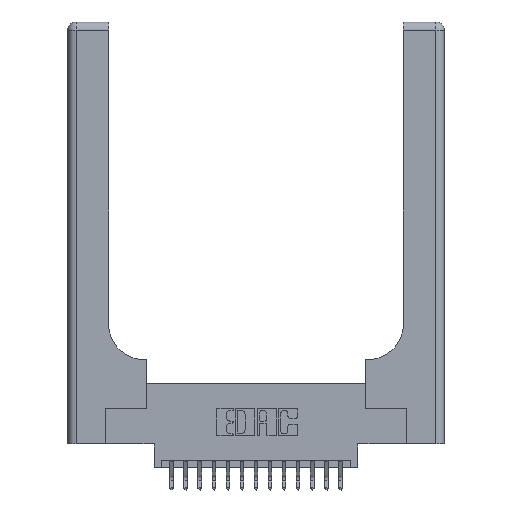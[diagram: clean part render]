
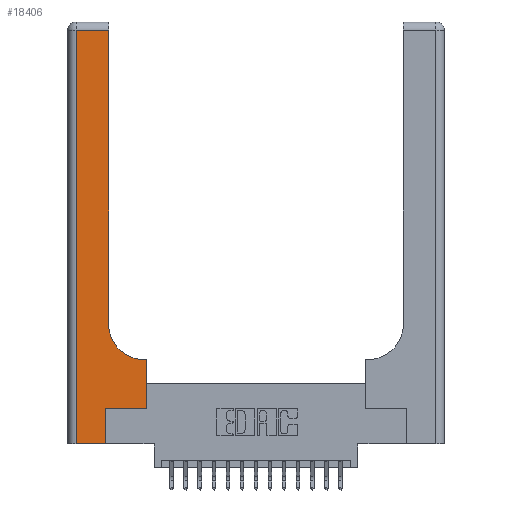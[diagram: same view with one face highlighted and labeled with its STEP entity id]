
A CAD part, top view. The second image highlights one B-rep face of the part: STEP entity #18406.
In plain terms, the highlighted planar face has unit normal (0, 0, 1).
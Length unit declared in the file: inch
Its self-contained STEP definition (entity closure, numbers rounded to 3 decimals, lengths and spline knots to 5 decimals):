
#463 = CARTESIAN_POINT ( 'NONE',  ( 0.269, 0., 0.37 ) ) ;
#536 = VECTOR ( 'NONE', #8949, 39.37008 ) ;
#773 = CARTESIAN_POINT ( 'NONE',  ( 0.269, 0.25, 0.37 ) ) ;
#1122 = AXIS2_PLACEMENT_3D ( 'NONE', #8465, #2311, #16019 ) ;
#1335 = ORIENTED_EDGE ( 'NONE', *, *, #3865, .T. ) ;
#1362 = LINE ( 'NONE', #7927, #16343 ) ;
#2303 = CARTESIAN_POINT ( 'NONE',  ( 0.2915, 0.85, 0.37 ) ) ;
#2311 = DIRECTION ( 'NONE',  ( 0., 0., -1. ) ) ;
#2665 = EDGE_CURVE ( 'NONE', #13666, #15365, #17164, .T. ) ;
#2749 = VERTEX_POINT ( 'NONE', #2303 ) ;
#2894 = VERTEX_POINT ( 'NONE', #6523 ) ;
#3151 = ORIENTED_EDGE ( 'NONE', *, *, #18561, .T. ) ;
#3372 = DIRECTION ( 'NONE',  ( -1., 0., 0. ) ) ;
#3569 = CARTESIAN_POINT ( 'NONE',  ( 0.5585, 0.25, 0.37 ) ) ;
#3865 = EDGE_CURVE ( 'NONE', #10167, #4790, #9538, .T. ) ;
#4042 = DIRECTION ( 'NONE',  ( 0., 1., 0. ) ) ;
#4187 = VECTOR ( 'NONE', #3372, 39.37008 ) ;
#4695 = CARTESIAN_POINT ( 'NONE',  ( 0., 2.94, 0.37 ) ) ;
#4790 = VERTEX_POINT ( 'NONE', #11464 ) ;
#5000 = VECTOR ( 'NONE', #11114, 39.37008 ) ;
#5571 = VECTOR ( 'NONE', #4042, 39.37008 ) ;
#5648 = VECTOR ( 'NONE', #6956, 39.37008 ) ;
#5756 = ORIENTED_EDGE ( 'NONE', *, *, #18918, .T. ) ;
#5757 = ORIENTED_EDGE ( 'NONE', *, *, #11442, .T. ) ;
#5796 = VERTEX_POINT ( 'NONE', #9791 ) ;
#5986 = CIRCLE ( 'NONE', #1122, 0.25 ) ;
#6251 = LINE ( 'NONE', #9142, #536 ) ;
#6367 = LINE ( 'NONE', #19088, #7092 ) ;
#6523 = CARTESIAN_POINT ( 'NONE',  ( 0.2915, 2.94, 0.37 ) ) ;
#6767 = CARTESIAN_POINT ( 'NONE',  ( 0.2915, 0.6, 0.37 ) ) ;
#6899 = DIRECTION ( 'NONE',  ( -1., 0., 0. ) ) ;
#6956 = DIRECTION ( 'NONE',  ( 1., 0., 0. ) ) ;
#7092 = VECTOR ( 'NONE', #14396, 39.37008 ) ;
#7925 = CARTESIAN_POINT ( 'NONE',  ( 0.5585, 0.6, 0.37 ) ) ;
#7927 = CARTESIAN_POINT ( 'NONE',  ( 0.2915, 3., 0.37 ) ) ;
#8101 = VECTOR ( 'NONE', #6899, 39.37008 ) ;
#8437 = CARTESIAN_POINT ( 'NONE',  ( 0.06, 0., 0.37 ) ) ;
#8465 = CARTESIAN_POINT ( 'NONE',  ( 0.5415, 0.85, 0.37 ) ) ;
#8949 = DIRECTION ( 'NONE',  ( 1., 0., 0. ) ) ;
#9086 = EDGE_CURVE ( 'NONE', #15365, #13087, #17527, .T. ) ;
#9142 = CARTESIAN_POINT ( 'NONE',  ( 0., 0., 0.37 ) ) ;
#9343 = AXIS2_PLACEMENT_3D ( 'NONE', #18686, #17304, #9612 ) ;
#9538 = LINE ( 'NONE', #6767, #8101 ) ;
#9612 = DIRECTION ( 'NONE',  ( -1., 0., 0. ) ) ;
#9644 = EDGE_LOOP ( 'NONE', ( #10420, #5756, #3151, #17324, #18347, #18823, #5757, #1335, #15322 ) ) ;
#9791 = CARTESIAN_POINT ( 'NONE',  ( 0.06, 2.94, 0.37 ) ) ;
#10167 = VERTEX_POINT ( 'NONE', #7925 ) ;
#10420 = ORIENTED_EDGE ( 'NONE', *, *, #18943, .T. ) ;
#11114 = DIRECTION ( 'NONE',  ( 0., 1., 0. ) ) ;
#11442 = EDGE_CURVE ( 'NONE', #13087, #10167, #12249, .T. ) ;
#11464 = CARTESIAN_POINT ( 'NONE',  ( 0.5415, 0.6, 0.37 ) ) ;
#12249 = LINE ( 'NONE', #19203, #5571 ) ;
#12730 = EDGE_CURVE ( 'NONE', #17817, #13666, #6251, .T. ) ;
#12777 = CARTESIAN_POINT ( 'NONE',  ( 0.269, 0., 0.37 ) ) ;
#13087 = VERTEX_POINT ( 'NONE', #3569 ) ;
#13236 = EDGE_CURVE ( 'NONE', #4790, #2749, #5986, .T. ) ;
#13666 = VERTEX_POINT ( 'NONE', #12777 ) ;
#14034 = CARTESIAN_POINT ( 'NONE',  ( 0.269, 0.25, 0.37 ) ) ;
#14247 = PLANE ( 'NONE',  #9343 ) ;
#14396 = DIRECTION ( 'NONE',  ( 0., -1., 0. ) ) ;
#14691 = LINE ( 'NONE', #4695, #4187 ) ;
#15189 = FACE_OUTER_BOUND ( 'NONE', #9644, .T. ) ;
#15322 = ORIENTED_EDGE ( 'NONE', *, *, #13236, .T. ) ;
#15365 = VERTEX_POINT ( 'NONE', #14034 ) ;
#15497 = DIRECTION ( 'NONE',  ( 0., 1., 0. ) ) ;
#16019 = DIRECTION ( 'NONE',  ( 1., 0., 0. ) ) ;
#16343 = VECTOR ( 'NONE', #15497, 39.37008 ) ;
#17164 = LINE ( 'NONE', #463, #5000 ) ;
#17304 = DIRECTION ( 'NONE',  ( 0., 0., -1. ) ) ;
#17324 = ORIENTED_EDGE ( 'NONE', *, *, #12730, .T. ) ;
#17527 = LINE ( 'NONE', #773, #5648 ) ;
#17817 = VERTEX_POINT ( 'NONE', #8437 ) ;
#18347 = ORIENTED_EDGE ( 'NONE', *, *, #2665, .T. ) ;
#18406 = ADVANCED_FACE ( 'NONE', ( #15189 ), #14247, .F. ) ;
#18561 = EDGE_CURVE ( 'NONE', #5796, #17817, #6367, .T. ) ;
#18686 = CARTESIAN_POINT ( 'NONE',  ( 0., 3., 0.37 ) ) ;
#18823 = ORIENTED_EDGE ( 'NONE', *, *, #9086, .T. ) ;
#18918 = EDGE_CURVE ( 'NONE', #2894, #5796, #14691, .T. ) ;
#18943 = EDGE_CURVE ( 'NONE', #2749, #2894, #1362, .T. ) ;
#19088 = CARTESIAN_POINT ( 'NONE',  ( 0.06, 3., 0.37 ) ) ;
#19203 = CARTESIAN_POINT ( 'NONE',  ( 0.5585, 0.25, 0.37 ) ) ;
